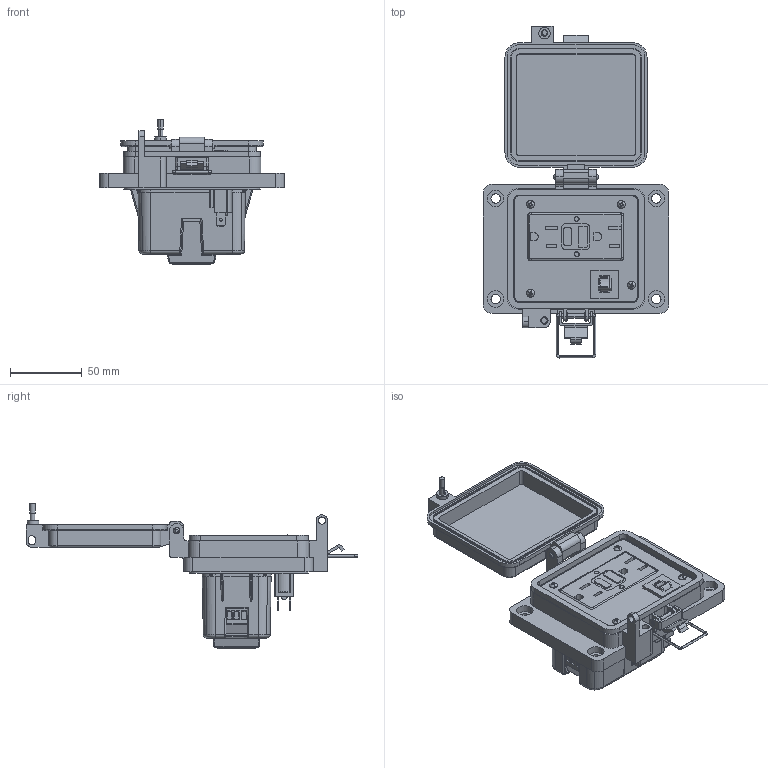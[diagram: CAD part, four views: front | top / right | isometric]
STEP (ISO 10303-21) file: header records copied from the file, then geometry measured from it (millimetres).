
FILE_DESCRIPTION (( 'STEP AP203' ), '1' );
FILE_NAME ('H-RF15-K2_3D.STEP', '2021-11-17T15:28:58', ( '' ), ( '' ), 'SwSTEP 2.0', 'SolidWorks 2019', '' );
FILE_SCHEMA (( 'CONFIG_CONTROL_DESIGN' ));
Length unit declared in the file: millimetre
Products named in the file (13): H-RF15-K2_BP180_1; Z-120-RIOF-SHELL; H-RF15-K2_3D; Z-200-OTLT-RIOF-15A; Z-200-OTLT-GFIH-15A_sheared; RF; H-RF15-K2_TP060_1; -K2; Z-H-K2_B; CBX; H-RF15-K2_FP060_1; Z-CB-SM; Z-000-4243316TFP
Assembly tree (15 placements, depth 4):
  H-RF15-K2_3D
    H-RF15-K2_BP180_1
    H-RF15-K2_FP060_1
    Z-000-4243316TFP  x4
    H-RF15-K2_TP060_1
    CBX
      Z-CB-SM
    -K2
      Z-H-K2_B
    RF
      Z-200-OTLT-RIOF-15A
        Z-120-RIOF-SHELL
        Z-200-OTLT-GFIH-15A_sheared
Bounding box: 129 x 231.28 x 101.5 mm (x, y, z)
Volume: 300556.4 mm3; surface area: 185662.2 mm2
Topology: 35 solids, 41 shells, 4869 faces, 12486 edges, 7844 vertices
Faces by surface type: plane 2100, cylinder 1342, bspline 1190, cone 114, torus 73, sphere 50
Entity records: 196282 total; most frequent: CARTESIAN_POINT 91470, ORIENTED_EDGE 23946, DIRECTION 17580, EDGE_CURVE 11973, VERTEX_POINT 7514, VECTOR 6954, LINE 6954, AXIS2_PLACEMENT_3D 5313
